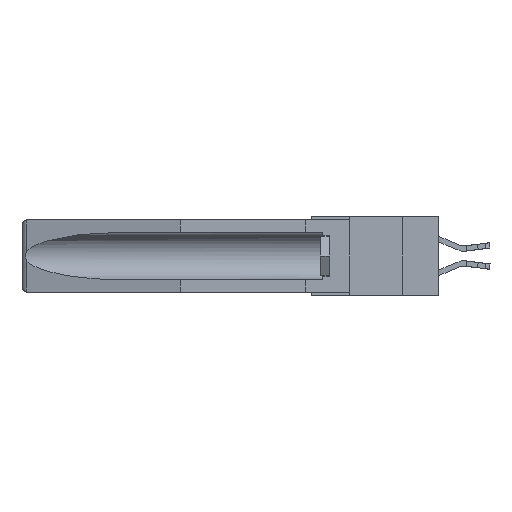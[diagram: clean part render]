
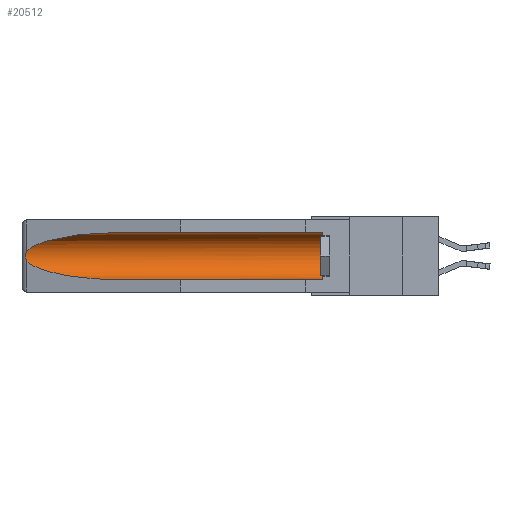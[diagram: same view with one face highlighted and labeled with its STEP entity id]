
A CAD part, left-side view. The second image highlights one B-rep face of the part: STEP entity #20512.
In plain terms, the highlighted cylindrical face has radius 2.857 mm (diameter 5.715 mm), a partial arc.
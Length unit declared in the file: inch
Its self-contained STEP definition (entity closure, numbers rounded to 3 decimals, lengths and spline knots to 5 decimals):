
#87 = CARTESIAN_POINT ( 'NONE',  ( 0.2673, 1.5327, -0.16383 ) ) ;
#968 = ORIENTED_EDGE ( 'NONE', *, *, #11697, .T. ) ;
#1063 = CARTESIAN_POINT ( 'NONE',  ( 0.155, -0.30754, -0.1715 ) ) ;
#1286 = DIRECTION ( 'NONE',  ( 0., 1., 0. ) ) ;
#1634 = EDGE_CURVE ( 'NONE', #5398, #18647, #13231, .T. ) ;
#2217 =( BOUNDED_CURVE ( )  B_SPLINE_CURVE ( 3, ( #6888, #19413, #17944, #14878 ),
 .UNSPECIFIED., .F., .F. ) 
 B_SPLINE_CURVE_WITH_KNOTS ( ( 4, 4 ),
 ( 4.71239, 6.08839 ),
 .UNSPECIFIED. ) 
 CURVE ( )  GEOMETRIC_REPRESENTATION_ITEM ( )  RATIONAL_B_SPLINE_CURVE ( ( 1., 0.848, 0.848, 1. ) ) 
 REPRESENTATION_ITEM ( '' )  );
#2333 = FACE_OUTER_BOUND ( 'NONE', #13911, .T. ) ;
#2550 = CARTESIAN_POINT ( 'NONE',  ( 0.26597, 1.5296, -0.19026 ) ) ;
#2633 = CARTESIAN_POINT ( 'NONE',  ( 0.155, 1.07973, -0.284 ) ) ;
#2697 = VERTEX_POINT ( 'NONE', #11857 ) ;
#2743 = ORIENTED_EDGE ( 'NONE', *, *, #8263, .T. ) ;
#2933 = AXIS2_PLACEMENT_3D ( 'NONE', #9734, #19281, #12993 ) ;
#3364 = CARTESIAN_POINT ( 'NONE',  ( 0.21114, 1.30732, -0.284 ) ) ;
#4289 = ORIENTED_EDGE ( 'NONE', *, *, #7711, .T. ) ;
#4894 = CARTESIAN_POINT ( 'NONE',  ( 0.26537, 1.52718, -0.14972 ) ) ;
#4959 = CARTESIAN_POINT ( 'NONE',  ( 0.2675, 1.53308, -0.17534 ) ) ;
#5074 = CARTESIAN_POINT ( 'NONE',  ( 0.155, -0.30754, -0.284 ) ) ;
#5266 = VECTOR ( 'NONE', #1286, 39.37008 ) ;
#5398 = VERTEX_POINT ( 'NONE', #15252 ) ;
#6048 = VECTOR ( 'NONE', #14882, 39.37008 ) ;
#6351 = CARTESIAN_POINT ( 'NONE',  ( 0.155, 1.07973, -0.284 ) ) ;
#6514 = CARTESIAN_POINT ( 'NONE',  ( 0.26597, 1.52961, -0.15275 ) ) ;
#6517 = LINE ( 'NONE', #5074, #5266 ) ;
#6888 = CARTESIAN_POINT ( 'NONE',  ( 0.155, 1.07973, -0.059 ) ) ;
#7175 = CIRCLE ( 'NONE', #2933, 0.1125 ) ;
#7627 = DIRECTION ( 'NONE',  ( 0., 1., 0. ) ) ;
#7711 = EDGE_CURVE ( 'NONE', #18647, #2697, #2217, .T. ) ;
#8090 = CARTESIAN_POINT ( 'NONE',  ( 0.26537, 1.52718, -0.19328 ) ) ;
#8263 = EDGE_CURVE ( 'NONE', #2697, #8864, #13344, .T. ) ;
#8484 = CARTESIAN_POINT ( 'NONE',  ( 0.155, -0.30754, -0.059 ) ) ;
#8864 = VERTEX_POINT ( 'NONE', #13275 ) ;
#9687 = CARTESIAN_POINT ( 'NONE',  ( 0.26654, 1.53092, -0.15636 ) ) ;
#9734 = CARTESIAN_POINT ( 'NONE',  ( 0.155, 0.126, -0.1715 ) ) ;
#9749 = CARTESIAN_POINT ( 'NONE',  ( 0.25451, 1.48313, -0.24835 ) ) ;
#9794 = CARTESIAN_POINT ( 'NONE',  ( 0.155, 1.07973, -0.059 ) ) ;
#10325 = ORIENTED_EDGE ( 'NONE', *, *, #12699, .F. ) ;
#10841 = CYLINDRICAL_SURFACE ( 'NONE', #19693, 0.1125 ) ;
#10912 = CARTESIAN_POINT ( 'NONE',  ( 0.155, 0.126, -0.284 ) ) ;
#11545 = CARTESIAN_POINT ( 'NONE',  ( 0.26537, 1.52718, -0.19328 ) ) ;
#11689 = CARTESIAN_POINT ( 'NONE',  ( 0.26655, 1.53094, -0.18657 ) ) ;
#11697 = EDGE_CURVE ( 'NONE', #8864, #15968, #12718, .T. ) ;
#11857 = CARTESIAN_POINT ( 'NONE',  ( 0.26537, 1.52718, -0.14972 ) ) ;
#12699 = EDGE_CURVE ( 'NONE', #13962, #15968, #6517, .T. ) ;
#12718 =( BOUNDED_CURVE ( )  B_SPLINE_CURVE ( 3, ( #8090, #9749, #3364, #6351 ),
 .UNSPECIFIED., .F., .F. ) 
 B_SPLINE_CURVE_WITH_KNOTS ( ( 4, 4 ),
 ( 0.1948, 1.5708 ),
 .UNSPECIFIED. ) 
 CURVE ( )  GEOMETRIC_REPRESENTATION_ITEM ( )  RATIONAL_B_SPLINE_CURVE ( ( 1., 0.848, 0.848, 1. ) ) 
 REPRESENTATION_ITEM ( '' )  );
#12948 = CARTESIAN_POINT ( 'NONE',  ( 0.2675, 1.53308, -0.16763 ) ) ;
#12993 = DIRECTION ( 'NONE',  ( 0., 0., 1. ) ) ;
#13231 = LINE ( 'NONE', #8484, #6048 ) ;
#13275 = CARTESIAN_POINT ( 'NONE',  ( 0.26537, 1.52718, -0.19328 ) ) ;
#13344 = B_SPLINE_CURVE_WITH_KNOTS ( 'NONE', 3,
 ( #4894, #6514, #9687, #87, #12948, #4959, #17981, #11689, #2550, #11545 ),
 .UNSPECIFIED., .F., .F.,
 ( 4, 2, 2, 2, 4 ),
 ( 0., 0.00029, 0.00058, 0.00087, 0.00117 ),
 .UNSPECIFIED. ) ;
#13911 = EDGE_LOOP ( 'NONE', ( #4289, #2743, #968, #10325, #14457, #14715 ) ) ;
#13962 = VERTEX_POINT ( 'NONE', #10912 ) ;
#14457 = ORIENTED_EDGE ( 'NONE', *, *, #14787, .T. ) ;
#14715 = ORIENTED_EDGE ( 'NONE', *, *, #1634, .T. ) ;
#14787 = EDGE_CURVE ( 'NONE', #13962, #5398, #7175, .T. ) ;
#14878 = CARTESIAN_POINT ( 'NONE',  ( 0.26537, 1.52718, -0.14972 ) ) ;
#14882 = DIRECTION ( 'NONE',  ( 0., 1., 0. ) ) ;
#15252 = CARTESIAN_POINT ( 'NONE',  ( 0.155, 0.126, -0.059 ) ) ;
#15968 = VERTEX_POINT ( 'NONE', #2633 ) ;
#17944 = CARTESIAN_POINT ( 'NONE',  ( 0.25451, 1.48313, -0.09465 ) ) ;
#17981 = CARTESIAN_POINT ( 'NONE',  ( 0.2673, 1.53269, -0.17917 ) ) ;
#18647 = VERTEX_POINT ( 'NONE', #9794 ) ;
#18679 = DIRECTION ( 'NONE',  ( 0., 0., 1. ) ) ;
#19281 = DIRECTION ( 'NONE',  ( 0., -1., 0. ) ) ;
#19413 = CARTESIAN_POINT ( 'NONE',  ( 0.21114, 1.30732, -0.059 ) ) ;
#19693 = AXIS2_PLACEMENT_3D ( 'NONE', #1063, #7627, #18679 ) ;
#20512 = ADVANCED_FACE ( 'NONE', ( #2333 ), #10841, .F. ) ;
